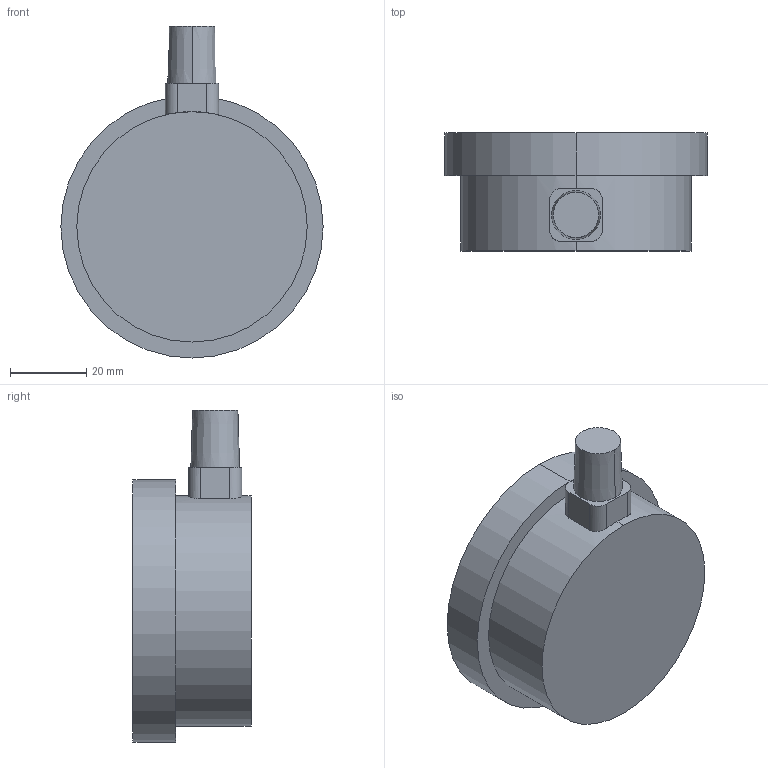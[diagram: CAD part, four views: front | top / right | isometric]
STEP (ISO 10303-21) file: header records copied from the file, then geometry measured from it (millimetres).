
FILE_DESCRIPTION (( 'STEP AP214' ), '1' );
FILE_NAME ('6071.STEP', '2013-01-15T20:44:44', ( '' ), ( '' ), 'SwSTEP 2.0', 'SolidWorks 2012', '' );
FILE_SCHEMA (( 'AUTOMOTIVE_DESIGN' ));
Length unit declared in the file: inch
Products named in the file (2): BODY 6073; 6071
Assembly tree (1 placements, depth 2):
  6071
    BODY 6073
Bounding box: 68.83 x 30.99 x 87.12 mm (x, y, z)
Volume: 71843.3 mm3; surface area: 16827.8 mm2
Topology: 1 solids, 1 shells, 430 faces, 1175 edges, 780 vertices
Faces by surface type: plane 207, bspline 173, cylinder 48, cone 2
Entity records: 30270 total; most frequent: CARTESIAN_POINT 15160, ORIENTED_EDGE 2350, DIRECTION 1445, EDGE_CURVE 1175, VERTEX_POINT 780, LINE 719, VECTOR 719, EDGE_LOOP 469
